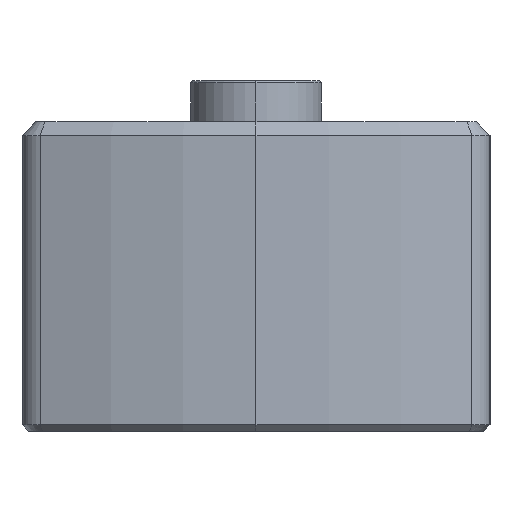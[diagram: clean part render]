
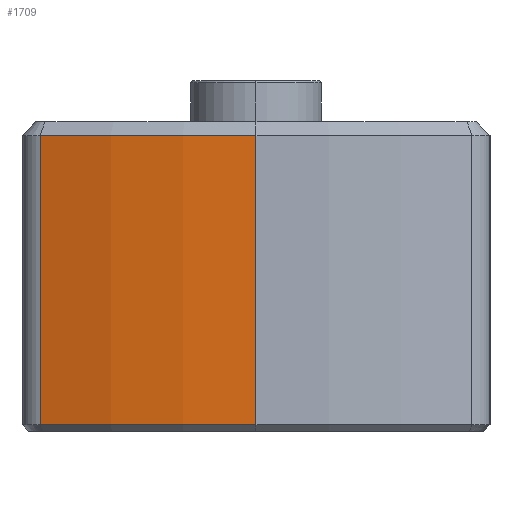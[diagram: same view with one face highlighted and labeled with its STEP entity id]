
A CAD part, left-side view. The second image highlights one B-rep face of the part: STEP entity #1709.
In plain terms, the highlighted cylindrical face has radius 92.5 mm (diameter 185 mm), a partial arc.
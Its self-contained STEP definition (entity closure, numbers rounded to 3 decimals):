
#1709=ADVANCED_FACE('NONE',(#4418),#4419,.T.);
#2327=EDGE_CURVE('NONE',#3963,#3783,#5113,.T.);
#2579=VERTEX_POINT('NONE',#5414);
#2871=EDGE_CURVE('NONE',#3441,#2579,#5744,.T.);
#2887=EDGE_CURVE('NONE',#2579,#3963,#5760,.T.);
#3091=EDGE_CURVE('',#3441,#3783,#5987,.T.);
#3441=VERTEX_POINT('NONE',#6417);
#3783=VERTEX_POINT('',#6810);
#3963=VERTEX_POINT('NONE',#7008);
#4418=FACE_OUTER_BOUND('',#7593,.T.);
#4419=CYLINDRICAL_SURFACE('',#7594,92.5);
#5113=CIRCLE('',#8503,92.5);
#5414=CARTESIAN_POINT('',(-227.023,31.356,-2.));
#5744=CIRCLE('',#9291,92.5);
#5760=LINE('',#9317,#9318);
#5987=LINE('',#9617,#9618);
#6417=CARTESIAN_POINT('',(-232.5,0.,-2.));
#6810=CARTESIAN_POINT('',(-232.5,0.,-44.));
#7008=CARTESIAN_POINT('',(-227.023,31.356,-44.));
#7593=EDGE_LOOP('',(#11501,#11502,#11503,#11504));
#7594=AXIS2_PLACEMENT_3D('',#11505,#11506,#11507);
#8503=AXIS2_PLACEMENT_3D('',#12343,#12344,#12345);
#9291=AXIS2_PLACEMENT_3D('',#13187,#13188,#13189);
#9317=CARTESIAN_POINT('',(-227.023,31.356,-45.));
#9318=VECTOR('',#13202,1000.0);
#9617=CARTESIAN_POINT('',(-232.5,0.,-23.));
#9618=VECTOR('',#13456,1.0);
#11501=ORIENTED_EDGE('',*,*,#3091,.F.);
#11502=ORIENTED_EDGE('',*,*,#2871,.T.);
#11503=ORIENTED_EDGE('',*,*,#2887,.T.);
#11504=ORIENTED_EDGE('',*,*,#2327,.T.);
#11505=CARTESIAN_POINT('',(-140.0,0.,-45.));
#11506=DIRECTION('',(0.,0.,1.0));
#11507=DIRECTION('',(1.0,0.,0.));
#12343=CARTESIAN_POINT('',(-140.0,0.,-44.));
#12344=DIRECTION('',(0.,0.,1.0));
#12345=DIRECTION('',(-1.0,0.,0.));
#13187=CARTESIAN_POINT('',(-140.0,0.,-2.));
#13188=DIRECTION('',(0.,0.,-1.0));
#13189=DIRECTION('',(-1.0,0.,0.));
#13202=DIRECTION('',(0.,0.,-1.0));
#13456=DIRECTION('',(0.,0.,-1.0));
